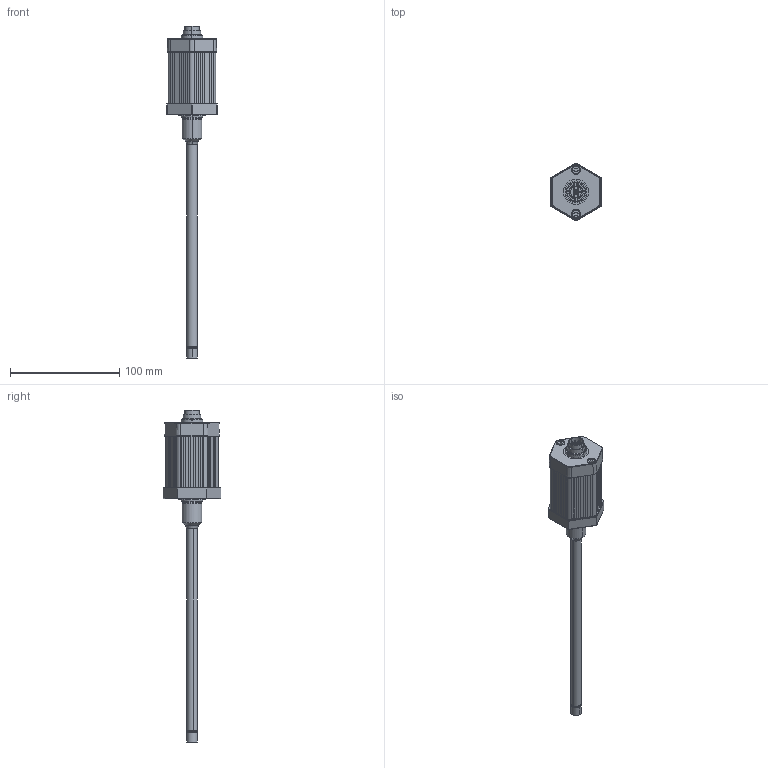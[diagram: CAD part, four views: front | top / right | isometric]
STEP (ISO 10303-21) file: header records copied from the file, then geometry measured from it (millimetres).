
FILE_DESCRIPTION (( 'STEP AP214' ), '1' );
FILE_NAME ('TH1-0100-108-___-103.STEP', '2014-07-10T06:42:12', ( 'dummy' ), ( 'Microsoft' ), 'SwSTEP 2.0', 'SolidWorks 2013', '' );
FILE_SCHEMA (( 'AUTOMOTIVE_DESIGN' ));
Length unit declared in the file: millimetre
Products named in the file (2): TH1_Z002_IEC-Stecker_Expl~00; TH1-0100-108-___-103
Assembly tree (1 placements, depth 2):
  TH1-0100-108-___-103
    TH1_Z002_IEC-Stecker_Expl~00
Bounding box: 46 x 52.96 x 303.5 mm (x, y, z)
Surface area: 26318.7 mm2 (no closed solid volume)
Topology: 0 solids, 61 shells, 527 faces, 2886 edges, 2379 vertices
Faces by surface type: plane 303, cylinder 110, torus 46, cone 26, bspline 24, sphere 18
Entity records: 39126 total; most frequent: CARTESIAN_POINT 13138, ORIENTED_EDGE 3594, DIRECTION 3511, EDGE_CURVE 2859, VERTEX_POINT 2366, LINE 1643, VECTOR 1643, AXIS2_PLACEMENT_3D 934
